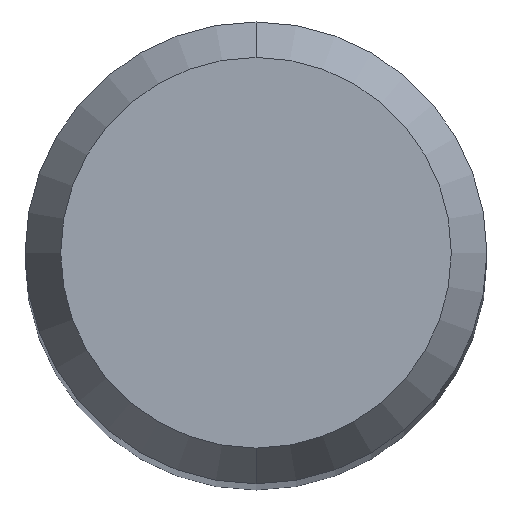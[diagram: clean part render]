
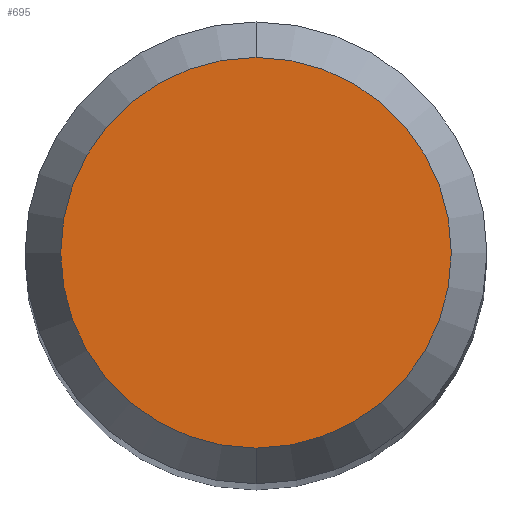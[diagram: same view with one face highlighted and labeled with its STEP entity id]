
A CAD part, top view. The second image highlights one B-rep face of the part: STEP entity #695.
In plain terms, the highlighted planar face has unit normal (0, 0, 1).
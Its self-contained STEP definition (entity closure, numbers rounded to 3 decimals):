
#523=VERTEX_POINT('',#1489);
#695=ADVANCED_FACE('',(#1678),#1679,.T.);
#923=EDGE_CURVE('',#523,#973,#1928,.T.);
#973=VERTEX_POINT('',#1985);
#1291=EDGE_CURVE('',#973,#523,#2328,.T.);
#1489=CARTESIAN_POINT('',(0.,-2.538,0.0));
#1678=FACE_OUTER_BOUND('',#4749,.T.);
#1679=PLANE('',#4750);
#1928=CIRCLE('',#7029,2.538);
#1985=CARTESIAN_POINT('',(0.0,2.538,0.0));
#2328=CIRCLE('',#11200,2.538);
#4749=EDGE_LOOP('',(#12474,#12475));
#4750=AXIS2_PLACEMENT_3D('',#12476,#12477,#12478);
#7029=AXIS2_PLACEMENT_3D('',#12740,#12741,#12742);
#11200=AXIS2_PLACEMENT_3D('',#13078,#13079,#13080);
#12474=ORIENTED_EDGE('',*,*,#1291,.F.);
#12475=ORIENTED_EDGE('',*,*,#923,.F.);
#12476=CARTESIAN_POINT('',(0.0,1.269,0.0));
#12477=DIRECTION('',(-0.0,0.0,1.0));
#12478=DIRECTION('',(0.0,-1.0,0.0));
#12740=CARTESIAN_POINT('',(0.0,0.0,0.0));
#12741=DIRECTION('',(0.0,0.0,-1.0));
#12742=DIRECTION('',(0.0,1.0,0.0));
#13078=CARTESIAN_POINT('',(0.0,0.0,0.0));
#13079=DIRECTION('',(0.0,0.0,-1.0));
#13080=DIRECTION('',(0.0,1.0,0.0));
